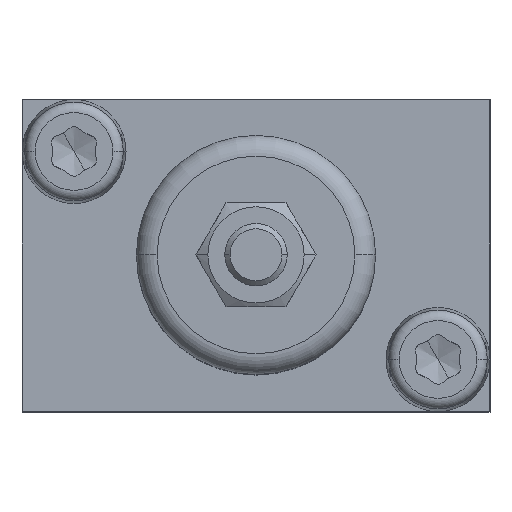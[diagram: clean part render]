
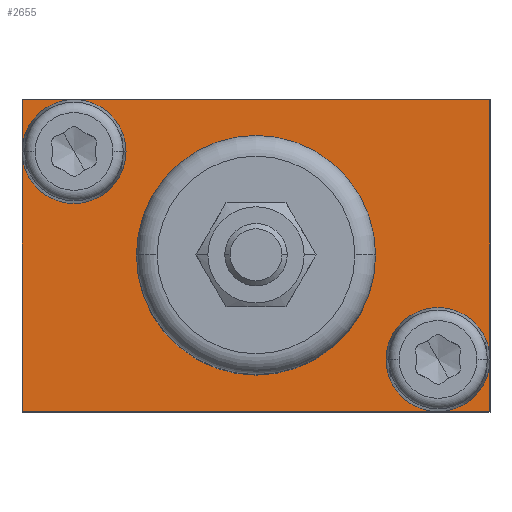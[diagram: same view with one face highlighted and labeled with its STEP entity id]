
A CAD part, top view. The second image highlights one B-rep face of the part: STEP entity #2655.
In plain terms, the highlighted planar face has unit normal (0, 0, 1).
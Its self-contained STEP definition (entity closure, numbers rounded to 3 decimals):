
#163 = AXIS2_PLACEMENT_3D ( 'NONE', #4909, #4908, #4907 ) ;
#164 = AXIS2_PLACEMENT_3D ( 'NONE', #4893, #4892, #4891 ) ;
#168 = AXIS2_PLACEMENT_3D ( 'NONE', #4898, #4897, #4896 ) ;
#171 = AXIS2_PLACEMENT_3D ( 'NONE', #4946, #4945, #4944 ) ;
#173 = AXIS2_PLACEMENT_3D ( 'NONE', #4923, #4910, #4901 ) ;
#174 = AXIS2_PLACEMENT_3D ( 'NONE', #4937, #4933, #4928 ) ;
#388 = EDGE_LOOP ( 'NONE', ( #2866, #2867, #2868, #2869 ) ) ;
#597 = FACE_BOUND ( 'NONE', #3141, .T. ) ;
#598 = FACE_BOUND ( 'NONE', #3138, .T. ) ;
#600 = FACE_BOUND ( 'NONE', #3140, .T. ) ;
#602 = FACE_OUTER_BOUND ( 'NONE', #388, .T. ) ;
#837 = DIRECTION ( 'NONE',  ( 0., 0., 1. ) ) ;
#849 = CARTESIAN_POINT ( 'NONE',  ( 0., 0., 6. ) ) ;
#854 = PLANE ( 'NONE',  #1883 ) ;
#855 = DIRECTION ( 'NONE',  ( 1., 0., 0. ) ) ;
#1404 = CIRCLE ( 'NONE', #164, 11.5 ) ;
#1405 = VECTOR ( 'NONE', #4902, 1000. ) ;
#1406 = CIRCLE ( 'NONE', #168, 3.4 ) ;
#1407 = VECTOR ( 'NONE', #4904, 1000. ) ;
#1408 = LINE ( 'NONE', #4903, #1405 ) ;
#1409 = VECTOR ( 'NONE', #4906, 1000. ) ;
#1410 = LINE ( 'NONE', #4905, #1407 ) ;
#1411 = VECTOR ( 'NONE', #4916, 1000. ) ;
#1413 = LINE ( 'NONE', #4912, #1411 ) ;
#1415 = LINE ( 'NONE', #4911, #1409 ) ;
#1419 = CIRCLE ( 'NONE', #163, 3.4 ) ;
#1435 = CIRCLE ( 'NONE', #171, 3.4 ) ;
#1439 = CIRCLE ( 'NONE', #173, 3.4 ) ;
#1508 = CARTESIAN_POINT ( 'NONE',  ( 22.5, -15., 6. ) ) ;
#1554 = CARTESIAN_POINT ( 'NONE',  ( 20.9, -10., 6. ) ) ;
#1571 = CARTESIAN_POINT ( 'NONE',  ( -22.5, 15., 6. ) ) ;
#1599 = CARTESIAN_POINT ( 'NONE',  ( -11.5, 0., 6. ) ) ;
#1632 = CARTESIAN_POINT ( 'NONE',  ( -20.9, 10., 6. ) ) ;
#1666 = CARTESIAN_POINT ( 'NONE',  ( 22.5, 15., 6. ) ) ;
#1676 = CARTESIAN_POINT ( 'NONE',  ( 14.1, -10., 6. ) ) ;
#1685 = CARTESIAN_POINT ( 'NONE',  ( 11.5, 0., 6. ) ) ;
#1693 = CARTESIAN_POINT ( 'NONE',  ( -14.1, 10., 6. ) ) ;
#1694 = CARTESIAN_POINT ( 'NONE',  ( -22.5, -15., 6. ) ) ;
#1883 = AXIS2_PLACEMENT_3D ( 'NONE', #849, #837, #855 ) ;
#2062 = CIRCLE ( 'NONE', #174, 11.5 ) ;
#2655 = ADVANCED_FACE ( 'NONE', ( #597, #602, #600, #598 ), #854, .T. ) ;
#2864 = ORIENTED_EDGE ( 'NONE', *, *, #4697, .F. ) ;
#2865 = ORIENTED_EDGE ( 'NONE', *, *, #4713, .F. ) ;
#2866 = ORIENTED_EDGE ( 'NONE', *, *, #4714, .T. ) ;
#2867 = ORIENTED_EDGE ( 'NONE', *, *, #4715, .T. ) ;
#2868 = ORIENTED_EDGE ( 'NONE', *, *, #4716, .T. ) ;
#2869 = ORIENTED_EDGE ( 'NONE', *, *, #4717, .T. ) ;
#2870 = ORIENTED_EDGE ( 'NONE', *, *, #4701, .F. ) ;
#2871 = ORIENTED_EDGE ( 'NONE', *, *, #4718, .F. ) ;
#2872 = ORIENTED_EDGE ( 'NONE', *, *, #4719, .F. ) ;
#2873 = ORIENTED_EDGE ( 'NONE', *, *, #4695, .F. ) ;
#2962 = VERTEX_POINT ( 'NONE', #1632 ) ;
#2974 = VERTEX_POINT ( 'NONE', #1571 ) ;
#2976 = VERTEX_POINT ( 'NONE', #1554 ) ;
#2997 = VERTEX_POINT ( 'NONE', #1508 ) ;
#3029 = VERTEX_POINT ( 'NONE', #1694 ) ;
#3030 = VERTEX_POINT ( 'NONE', #1693 ) ;
#3035 = VERTEX_POINT ( 'NONE', #1685 ) ;
#3044 = VERTEX_POINT ( 'NONE', #1676 ) ;
#3053 = VERTEX_POINT ( 'NONE', #1666 ) ;
#3100 = VERTEX_POINT ( 'NONE', #1599 ) ;
#3138 = EDGE_LOOP ( 'NONE', ( #2872, #2873 ) ) ;
#3140 = EDGE_LOOP ( 'NONE', ( #2870, #2871 ) ) ;
#3141 = EDGE_LOOP ( 'NONE', ( #2864, #2865 ) ) ;
#4695 = EDGE_CURVE ( 'NONE', #3035, #3100, #2062, .T. ) ;
#4697 = EDGE_CURVE ( 'NONE', #3044, #2976, #1439, .T. ) ;
#4701 = EDGE_CURVE ( 'NONE', #2962, #3030, #1435, .T. ) ;
#4713 = EDGE_CURVE ( 'NONE', #2976, #3044, #1419, .T. ) ;
#4714 = EDGE_CURVE ( 'NONE', #2997, #3053, #1413, .T. ) ;
#4715 = EDGE_CURVE ( 'NONE', #3053, #2974, #1415, .T. ) ;
#4716 = EDGE_CURVE ( 'NONE', #2974, #3029, #1410, .T. ) ;
#4717 = EDGE_CURVE ( 'NONE', #3029, #2997, #1408, .T. ) ;
#4718 = EDGE_CURVE ( 'NONE', #3030, #2962, #1406, .T. ) ;
#4719 = EDGE_CURVE ( 'NONE', #3100, #3035, #1404, .T. ) ;
#4891 = DIRECTION ( 'NONE',  ( 1., 0., 0. ) ) ;
#4892 = DIRECTION ( 'NONE',  ( 0., 0., 1. ) ) ;
#4893 = CARTESIAN_POINT ( 'NONE',  ( 0., 0., 6. ) ) ;
#4896 = DIRECTION ( 'NONE',  ( 1., 0., 0. ) ) ;
#4897 = DIRECTION ( 'NONE',  ( 0., 0., 1. ) ) ;
#4898 = CARTESIAN_POINT ( 'NONE',  ( -17.5, 10., 6. ) ) ;
#4901 = DIRECTION ( 'NONE',  ( 1., 0., 0. ) ) ;
#4902 = DIRECTION ( 'NONE',  ( 1., 0., 0. ) ) ;
#4903 = CARTESIAN_POINT ( 'NONE',  ( -22.5, -15., 6. ) ) ;
#4904 = DIRECTION ( 'NONE',  ( 0., -1., 0. ) ) ;
#4905 = CARTESIAN_POINT ( 'NONE',  ( -22.5, 15., 6. ) ) ;
#4906 = DIRECTION ( 'NONE',  ( -1., 0., 0. ) ) ;
#4907 = DIRECTION ( 'NONE',  ( 1., 0., 0. ) ) ;
#4908 = DIRECTION ( 'NONE',  ( 0., 0., 1. ) ) ;
#4909 = CARTESIAN_POINT ( 'NONE',  ( 17.5, -10., 6. ) ) ;
#4910 = DIRECTION ( 'NONE',  ( 0., 0., 1. ) ) ;
#4911 = CARTESIAN_POINT ( 'NONE',  ( -22.5, 15., 6. ) ) ;
#4912 = CARTESIAN_POINT ( 'NONE',  ( 22.5, 15., 6. ) ) ;
#4916 = DIRECTION ( 'NONE',  ( 0., 1., 0. ) ) ;
#4923 = CARTESIAN_POINT ( 'NONE',  ( 17.5, -10., 6. ) ) ;
#4928 = DIRECTION ( 'NONE',  ( 1., 0., 0. ) ) ;
#4933 = DIRECTION ( 'NONE',  ( 0., 0., 1. ) ) ;
#4937 = CARTESIAN_POINT ( 'NONE',  ( 0., 0., 6. ) ) ;
#4944 = DIRECTION ( 'NONE',  ( 1., 0., 0. ) ) ;
#4945 = DIRECTION ( 'NONE',  ( 0., 0., 1. ) ) ;
#4946 = CARTESIAN_POINT ( 'NONE',  ( -17.5, 10., 6. ) ) ;
